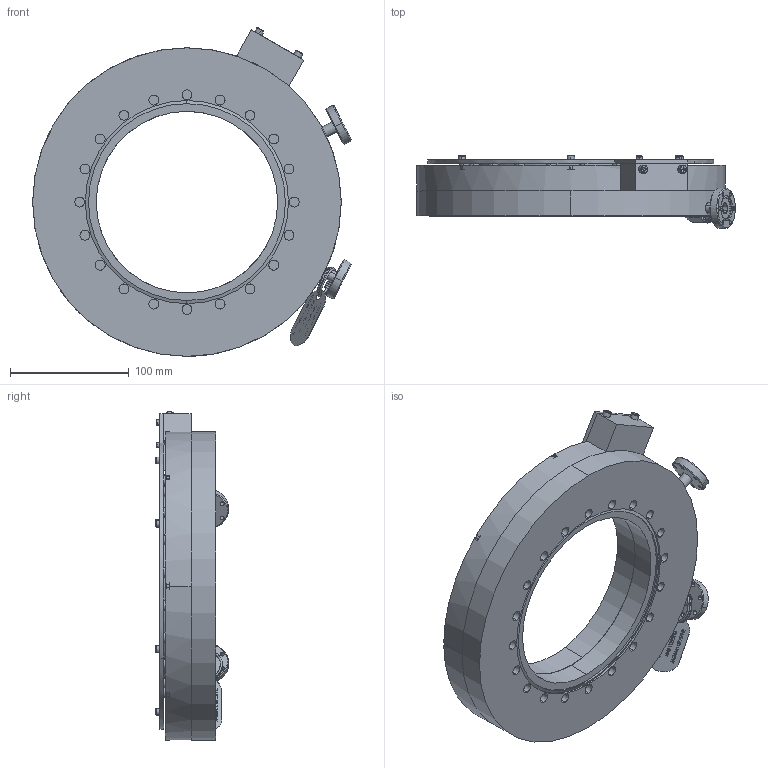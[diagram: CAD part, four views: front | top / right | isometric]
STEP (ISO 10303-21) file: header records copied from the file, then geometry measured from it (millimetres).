
FILE_DESCRIPTION (( 'STEP AP214' ), '1' );
FILE_NAME ('SLO-EX, RNN-600.STEP', '2017-03-23T15:53:03', ( 'My Thermionics' ), ( '' ), 'SwSTEP 2.0', 'SolidWorks 2010', '' );
FILE_SCHEMA (( 'AUTOMOTIVE_DESIGN' ));
Length unit declared in the file: inch
Products named in the file (1): SLO-EX, RNN-600
Bounding box: 268.87 x 61.34 x 277.38 mm (x, y, z)
Surface area: 244478.5 mm2 (no closed solid volume)
Topology: 0 solids, 226 shells, 1208 faces, 8603 edges, 7220 vertices
Faces by surface type: plane 880, cylinder 214, cone 80, bspline 34
Entity records: 127851 total; most frequent: CARTESIAN_POINT 53016, ORIENTED_EDGE 10628, DIRECTION 10420, EDGE_CURVE 8575, VERTEX_POINT 7220, LINE 5342, VECTOR 5342, AXIS2_PLACEMENT_3D 2539
